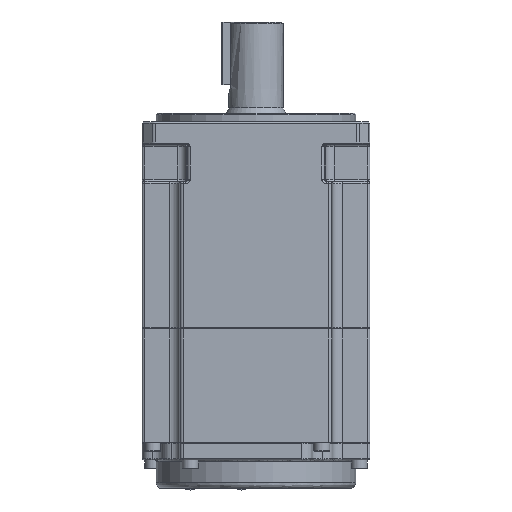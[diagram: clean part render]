
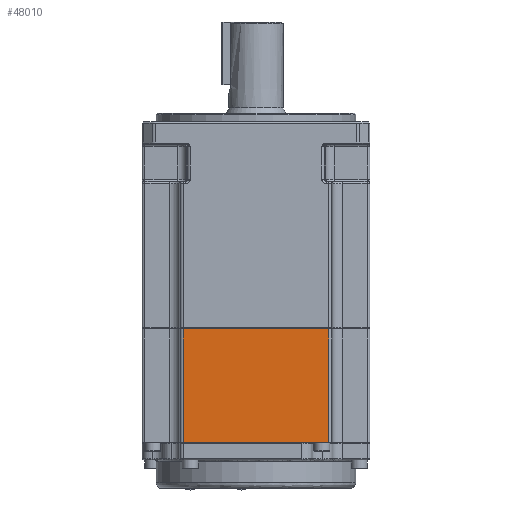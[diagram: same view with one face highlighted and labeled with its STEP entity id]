
A CAD part, front view. The second image highlights one B-rep face of the part: STEP entity #48010.
In plain terms, the highlighted free-form (B-spline) face has degree [1, 1] with [2, 2] control points.
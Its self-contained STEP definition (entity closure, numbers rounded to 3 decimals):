
#48010 = ADVANCED_FACE('',(#48011),#48045,.T.);
#48011 = FACE_BOUND('',#48012,.T.);
#48012 = EDGE_LOOP('',(#48013,#48023,#48031,#48039));
#48013 = ORIENTED_EDGE('',*,*,#48014,.T.);
#48014 = EDGE_CURVE('',#48015,#48017,#48019,.T.);
#48015 = VERTEX_POINT('',#48016);
#48016 = CARTESIAN_POINT('',(-25.589,-40.,-72.8));
#48017 = VERTEX_POINT('',#48018);
#48018 = CARTESIAN_POINT('',(25.589,-40.,-72.8));
#48019 = LINE('',#48020,#48021);
#48020 = CARTESIAN_POINT('',(-25.589,-40.,-72.8));
#48021 = VECTOR('',#48022,1.);
#48022 = DIRECTION('',(1.,0.,0.));
#48023 = ORIENTED_EDGE('',*,*,#48024,.T.);
#48024 = EDGE_CURVE('',#48017,#48025,#48027,.T.);
#48025 = VERTEX_POINT('',#48026);
#48026 = CARTESIAN_POINT('',(25.589,-40.,-112.6));
#48027 = LINE('',#48028,#48029);
#48028 = CARTESIAN_POINT('',(25.589,-40.,-72.8));
#48029 = VECTOR('',#48030,1.);
#48030 = DIRECTION('',(0.,0.,-1.));
#48031 = ORIENTED_EDGE('',*,*,#48032,.T.);
#48032 = EDGE_CURVE('',#48025,#48033,#48035,.T.);
#48033 = VERTEX_POINT('',#48034);
#48034 = CARTESIAN_POINT('',(-25.589,-40.,-112.6));
#48035 = LINE('',#48036,#48037);
#48036 = CARTESIAN_POINT('',(25.589,-40.,-112.6));
#48037 = VECTOR('',#48038,1.);
#48038 = DIRECTION('',(-1.,0.,0.));
#48039 = ORIENTED_EDGE('',*,*,#48040,.T.);
#48040 = EDGE_CURVE('',#48033,#48015,#48041,.T.);
#48041 = LINE('',#48042,#48043);
#48042 = CARTESIAN_POINT('',(-25.589,-40.,-112.6));
#48043 = VECTOR('',#48044,1.);
#48044 = DIRECTION('',(0.,0.,1.));
#48045 = B_SPLINE_SURFACE_WITH_KNOTS('',1,1,(
    (#48046,#48047)
    ,(#48048,#48049
    )),.UNSPECIFIED.,.F.,.F.,.F.,(2,2),(2,2),(0.,1.),(0.,1.),
  .PIECEWISE_BEZIER_KNOTS.);
#48046 = CARTESIAN_POINT('',(25.589,-40.,-112.6));
#48047 = CARTESIAN_POINT('',(25.589,-40.,-72.8));
#48048 = CARTESIAN_POINT('',(-25.589,-40.,-112.6));
#48049 = CARTESIAN_POINT('',(-25.589,-40.,-72.8));
